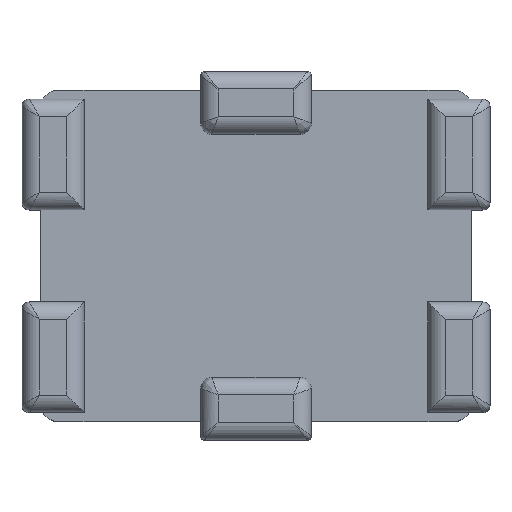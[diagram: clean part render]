
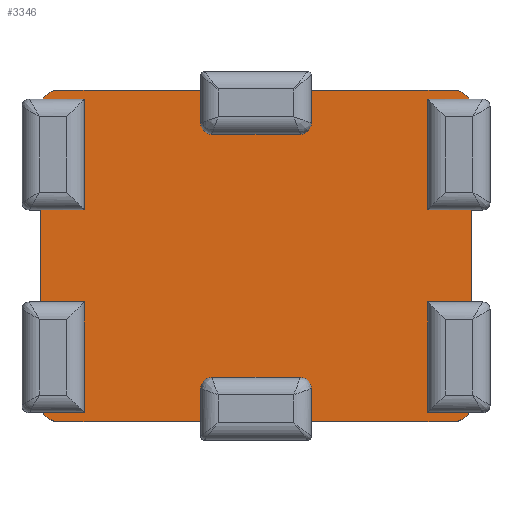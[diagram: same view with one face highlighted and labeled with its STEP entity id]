
A CAD part, top view. The second image highlights one B-rep face of the part: STEP entity #3346.
In plain terms, the highlighted planar face has unit normal (0, 0, 1).
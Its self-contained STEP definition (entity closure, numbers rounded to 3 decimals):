
#204=CIRCLE('',#3506,0.05);
#205=CIRCLE('',#3507,0.05);
#206=CIRCLE('',#3508,0.03);
#207=CIRCLE('',#3509,0.03);
#208=CIRCLE('',#3510,0.05);
#209=CIRCLE('',#3511,0.05);
#210=CIRCLE('',#3512,0.03);
#211=CIRCLE('',#3513,0.03);
#252=ORIENTED_EDGE('',*,*,#940,.F.);
#253=ORIENTED_EDGE('',*,*,#941,.F.);
#254=ORIENTED_EDGE('',*,*,#942,.F.);
#255=ORIENTED_EDGE('',*,*,#943,.T.);
#256=ORIENTED_EDGE('',*,*,#944,.T.);
#257=ORIENTED_EDGE('',*,*,#945,.T.);
#258=ORIENTED_EDGE('',*,*,#946,.F.);
#259=ORIENTED_EDGE('',*,*,#947,.T.);
#260=ORIENTED_EDGE('',*,*,#948,.T.);
#261=ORIENTED_EDGE('',*,*,#949,.T.);
#262=ORIENTED_EDGE('',*,*,#950,.F.);
#263=ORIENTED_EDGE('',*,*,#951,.F.);
#264=ORIENTED_EDGE('',*,*,#952,.T.);
#265=ORIENTED_EDGE('',*,*,#953,.T.);
#266=ORIENTED_EDGE('',*,*,#954,.T.);
#267=ORIENTED_EDGE('',*,*,#955,.T.);
#268=ORIENTED_EDGE('',*,*,#956,.T.);
#269=ORIENTED_EDGE('',*,*,#957,.F.);
#270=ORIENTED_EDGE('',*,*,#958,.F.);
#271=ORIENTED_EDGE('',*,*,#959,.T.);
#272=ORIENTED_EDGE('',*,*,#960,.T.);
#273=ORIENTED_EDGE('',*,*,#961,.T.);
#274=ORIENTED_EDGE('',*,*,#962,.F.);
#275=ORIENTED_EDGE('',*,*,#963,.F.);
#276=ORIENTED_EDGE('',*,*,#964,.F.);
#277=ORIENTED_EDGE('',*,*,#965,.F.);
#278=ORIENTED_EDGE('',*,*,#966,.F.);
#279=ORIENTED_EDGE('',*,*,#967,.F.);
#280=ORIENTED_EDGE('',*,*,#968,.F.);
#281=ORIENTED_EDGE('',*,*,#969,.F.);
#282=ORIENTED_EDGE('',*,*,#970,.F.);
#283=ORIENTED_EDGE('',*,*,#971,.F.);
#940=EDGE_CURVE('',#1284,#1285,#1476,.T.);
#941=EDGE_CURVE('',#1286,#1284,#1477,.T.);
#942=EDGE_CURVE('',#1287,#1286,#204,.T.);
#943=EDGE_CURVE('',#1287,#1288,#1478,.T.);
#944=EDGE_CURVE('',#1288,#1289,#1479,.T.);
#945=EDGE_CURVE('',#1289,#1290,#1480,.T.);
#946=EDGE_CURVE('',#1291,#1290,#1481,.T.);
#947=EDGE_CURVE('',#1291,#1292,#1482,.T.);
#948=EDGE_CURVE('',#1292,#1293,#1483,.T.);
#949=EDGE_CURVE('',#1293,#1294,#1484,.T.);
#950=EDGE_CURVE('',#1295,#1294,#205,.T.);
#951=EDGE_CURVE('',#1296,#1295,#1485,.T.);
#952=EDGE_CURVE('',#1296,#1297,#1486,.T.);
#953=EDGE_CURVE('',#1297,#1298,#206,.T.);
#954=EDGE_CURVE('',#1298,#1299,#1487,.T.);
#955=EDGE_CURVE('',#1299,#1300,#207,.T.);
#956=EDGE_CURVE('',#1300,#1301,#1488,.T.);
#957=EDGE_CURVE('',#1302,#1301,#1489,.T.);
#958=EDGE_CURVE('',#1303,#1302,#208,.T.);
#959=EDGE_CURVE('',#1303,#1304,#1490,.T.);
#960=EDGE_CURVE('',#1304,#1305,#1491,.T.);
#961=EDGE_CURVE('',#1305,#1306,#1492,.T.);
#962=EDGE_CURVE('',#1307,#1306,#1493,.T.);
#963=EDGE_CURVE('',#1308,#1307,#1494,.T.);
#964=EDGE_CURVE('',#1309,#1308,#1495,.T.);
#965=EDGE_CURVE('',#1310,#1309,#1496,.T.);
#966=EDGE_CURVE('',#1311,#1310,#209,.T.);
#967=EDGE_CURVE('',#1312,#1311,#1497,.T.);
#968=EDGE_CURVE('',#1313,#1312,#1498,.T.);
#969=EDGE_CURVE('',#1314,#1313,#210,.F.);
#970=EDGE_CURVE('',#1315,#1314,#1499,.T.);
#971=EDGE_CURVE('',#1285,#1315,#211,.F.);
#1284=VERTEX_POINT('',#4476);
#1285=VERTEX_POINT('',#4477);
#1286=VERTEX_POINT('',#4479);
#1287=VERTEX_POINT('',#4481);
#1288=VERTEX_POINT('',#4483);
#1289=VERTEX_POINT('',#4485);
#1290=VERTEX_POINT('',#4487);
#1291=VERTEX_POINT('',#4489);
#1292=VERTEX_POINT('',#4491);
#1293=VERTEX_POINT('',#4493);
#1294=VERTEX_POINT('',#4495);
#1295=VERTEX_POINT('',#4497);
#1296=VERTEX_POINT('',#4499);
#1297=VERTEX_POINT('',#4501);
#1298=VERTEX_POINT('',#4503);
#1299=VERTEX_POINT('',#4505);
#1300=VERTEX_POINT('',#4507);
#1301=VERTEX_POINT('',#4509);
#1302=VERTEX_POINT('',#4511);
#1303=VERTEX_POINT('',#4513);
#1304=VERTEX_POINT('',#4515);
#1305=VERTEX_POINT('',#4517);
#1306=VERTEX_POINT('',#4519);
#1307=VERTEX_POINT('',#4521);
#1308=VERTEX_POINT('',#4523);
#1309=VERTEX_POINT('',#4525);
#1310=VERTEX_POINT('',#4527);
#1311=VERTEX_POINT('',#4529);
#1312=VERTEX_POINT('',#4531);
#1313=VERTEX_POINT('',#4533);
#1314=VERTEX_POINT('',#4535);
#1315=VERTEX_POINT('',#4537);
#1476=LINE('',#4475,#1692);
#1477=LINE('',#4478,#1693);
#1478=LINE('',#4482,#1694);
#1479=LINE('',#4484,#1695);
#1480=LINE('',#4486,#1696);
#1481=LINE('',#4488,#1697);
#1482=LINE('',#4490,#1698);
#1483=LINE('',#4492,#1699);
#1484=LINE('',#4494,#1700);
#1485=LINE('',#4498,#1701);
#1486=LINE('',#4500,#1702);
#1487=LINE('',#4504,#1703);
#1488=LINE('',#4508,#1704);
#1489=LINE('',#4510,#1705);
#1490=LINE('',#4514,#1706);
#1491=LINE('',#4516,#1707);
#1492=LINE('',#4518,#1708);
#1493=LINE('',#4520,#1709);
#1494=LINE('',#4522,#1710);
#1495=LINE('',#4524,#1711);
#1496=LINE('',#4526,#1712);
#1497=LINE('',#4530,#1713);
#1498=LINE('',#4532,#1714);
#1499=LINE('',#4536,#1715);
#1692=VECTOR('',#3759,1000.);
#1693=VECTOR('',#3760,1000.);
#1694=VECTOR('',#3763,1000.);
#1695=VECTOR('',#3764,1000.);
#1696=VECTOR('',#3765,1000.);
#1697=VECTOR('',#3766,1000.);
#1698=VECTOR('',#3767,1000.);
#1699=VECTOR('',#3768,1000.);
#1700=VECTOR('',#3769,1000.);
#1701=VECTOR('',#3772,1000.);
#1702=VECTOR('',#3773,1000.);
#1703=VECTOR('',#3776,1000.);
#1704=VECTOR('',#3779,1000.);
#1705=VECTOR('',#3780,1000.);
#1706=VECTOR('',#3783,1000.);
#1707=VECTOR('',#3784,1000.);
#1708=VECTOR('',#3785,1000.);
#1709=VECTOR('',#3786,1000.);
#1710=VECTOR('',#3787,1000.);
#1711=VECTOR('',#3788,1000.);
#1712=VECTOR('',#3789,1000.);
#1713=VECTOR('',#3792,1000.);
#1714=VECTOR('',#3793,1000.);
#1715=VECTOR('',#3796,1000.);
#1908=EDGE_LOOP('',(#252,#253,#254,#255,#256,#257,#258,#259,#260,#261,#262,
#263,#264,#265,#266,#267,#268,#269,#270,#271,#272,#273,#274,#275,#276,#277,
#278,#279,#280,#281,#282,#283));
#2062=FACE_BOUND('',#1908,.T.);
#2216=PLANE('',#3505);
#3346=ADVANCED_FACE('',(#2062),#2216,.F.);
#3505=AXIS2_PLACEMENT_3D('',#4474,#3757,#3758);
#3506=AXIS2_PLACEMENT_3D('',#4480,#3761,#3762);
#3507=AXIS2_PLACEMENT_3D('',#4496,#3770,#3771);
#3508=AXIS2_PLACEMENT_3D('',#4502,#3774,#3775);
#3509=AXIS2_PLACEMENT_3D('',#4506,#3777,#3778);
#3510=AXIS2_PLACEMENT_3D('',#4512,#3781,#3782);
#3511=AXIS2_PLACEMENT_3D('',#4528,#3790,#3791);
#3512=AXIS2_PLACEMENT_3D('',#4534,#3794,#3795);
#3513=AXIS2_PLACEMENT_3D('',#4538,#3797,#3798);
#3757=DIRECTION('',(0.,0.,-1.));
#3758=DIRECTION('',(-1.,0.,0.));
#3759=DIRECTION('',(0.,1.,0.));
#3760=DIRECTION('',(-1.,0.,0.));
#3761=DIRECTION('',(0.,0.,-1.));
#3762=DIRECTION('',(-1.,0.,0.));
#3763=DIRECTION('',(-1.,0.,0.));
#3764=DIRECTION('',(0.,1.,0.));
#3765=DIRECTION('',(1.,0.,0.));
#3766=DIRECTION('',(0.,-1.,0.));
#3767=DIRECTION('',(-1.,0.,0.));
#3768=DIRECTION('',(0.,1.,0.));
#3769=DIRECTION('',(1.,0.,0.));
#3770=DIRECTION('',(0.,0.,-1.));
#3771=DIRECTION('',(-1.,0.,0.));
#3772=DIRECTION('',(1.,0.,0.));
#3773=DIRECTION('',(0.,-1.,0.));
#3774=DIRECTION('',(0.,0.,-1.));
#3775=DIRECTION('',(-1.,0.,0.));
#3776=DIRECTION('',(-1.,0.,0.));
#3777=DIRECTION('',(0.,0.,-1.));
#3778=DIRECTION('',(-1.,0.,0.));
#3779=DIRECTION('',(0.,1.,0.));
#3780=DIRECTION('',(1.,0.,0.));
#3781=DIRECTION('',(0.,0.,-1.));
#3782=DIRECTION('',(1.,0.,0.));
#3783=DIRECTION('',(1.,0.,0.));
#3784=DIRECTION('',(0.,-1.,0.));
#3785=DIRECTION('',(-1.,0.,0.));
#3786=DIRECTION('',(0.,1.,0.));
#3787=DIRECTION('',(-1.,0.,0.));
#3788=DIRECTION('',(0.,1.,0.));
#3789=DIRECTION('',(1.,0.,0.));
#3790=DIRECTION('',(0.,0.,-1.));
#3791=DIRECTION('',(1.,0.,0.));
#3792=DIRECTION('',(-1.,0.,0.));
#3793=DIRECTION('',(0.,-1.,0.));
#3794=DIRECTION('',(0.,0.,-1.));
#3795=DIRECTION('',(-1.,0.,0.));
#3796=DIRECTION('',(-1.,0.,0.));
#3797=DIRECTION('',(0.,0.,-1.));
#3798=DIRECTION('',(-1.,0.,0.));
#4474=CARTESIAN_POINT('',(-0.535,-0.4,0.25));
#4475=CARTESIAN_POINT('',(0.15,-0.4,0.25));
#4476=CARTESIAN_POINT('',(0.15,-0.45,0.25));
#4477=CARTESIAN_POINT('',(0.15,-0.36,0.25));
#4478=CARTESIAN_POINT('',(-0.535,-0.45,0.25));
#4479=CARTESIAN_POINT('',(0.535,-0.45,0.25));
#4480=CARTESIAN_POINT('',(0.535,-0.4,0.25));
#4481=CARTESIAN_POINT('',(0.578,-0.425,0.25));
#4482=CARTESIAN_POINT('',(-0.535,-0.425,0.25));
#4483=CARTESIAN_POINT('',(0.466,-0.425,0.25));
#4484=CARTESIAN_POINT('',(0.466,-0.4,0.25));
#4485=CARTESIAN_POINT('',(0.466,-0.125,0.25));
#4486=CARTESIAN_POINT('',(-0.535,-0.125,0.25));
#4487=CARTESIAN_POINT('',(0.585,-0.125,0.25));
#4488=CARTESIAN_POINT('',(0.585,-0.4,0.25));
#4489=CARTESIAN_POINT('',(0.585,0.125,0.25));
#4490=CARTESIAN_POINT('',(-0.535,0.125,0.25));
#4491=CARTESIAN_POINT('',(0.466,0.125,0.25));
#4492=CARTESIAN_POINT('',(0.466,-0.4,0.25));
#4493=CARTESIAN_POINT('',(0.466,0.425,0.25));
#4494=CARTESIAN_POINT('',(-0.535,0.425,0.25));
#4495=CARTESIAN_POINT('',(0.578,0.425,0.25));
#4496=CARTESIAN_POINT('',(0.535,0.4,0.25));
#4497=CARTESIAN_POINT('',(0.535,0.45,0.25));
#4498=CARTESIAN_POINT('',(0.535,0.45,0.25));
#4499=CARTESIAN_POINT('',(0.15,0.45,0.25));
#4500=CARTESIAN_POINT('',(0.15,-0.4,0.25));
#4501=CARTESIAN_POINT('',(0.15,0.36,0.25));
#4502=CARTESIAN_POINT('',(0.12,0.36,0.25));
#4503=CARTESIAN_POINT('',(0.12,0.33,0.25));
#4504=CARTESIAN_POINT('',(-0.535,0.33,0.25));
#4505=CARTESIAN_POINT('',(-0.12,0.33,0.25));
#4506=CARTESIAN_POINT('',(-0.12,0.36,0.25));
#4507=CARTESIAN_POINT('',(-0.15,0.36,0.25));
#4508=CARTESIAN_POINT('',(-0.15,-0.4,0.25));
#4509=CARTESIAN_POINT('',(-0.15,0.45,0.25));
#4510=CARTESIAN_POINT('',(0.535,0.45,0.25));
#4511=CARTESIAN_POINT('',(-0.535,0.45,0.25));
#4512=CARTESIAN_POINT('',(-0.535,0.4,0.25));
#4513=CARTESIAN_POINT('',(-0.578,0.425,0.25));
#4514=CARTESIAN_POINT('',(-0.535,0.425,0.25));
#4515=CARTESIAN_POINT('',(-0.466,0.425,0.25));
#4516=CARTESIAN_POINT('',(-0.466,-0.4,0.25));
#4517=CARTESIAN_POINT('',(-0.466,0.125,0.25));
#4518=CARTESIAN_POINT('',(-0.535,0.125,0.25));
#4519=CARTESIAN_POINT('',(-0.585,0.125,0.25));
#4520=CARTESIAN_POINT('',(-0.585,0.4,0.25));
#4521=CARTESIAN_POINT('',(-0.585,-0.125,0.25));
#4522=CARTESIAN_POINT('',(-0.535,-0.125,0.25));
#4523=CARTESIAN_POINT('',(-0.466,-0.125,0.25));
#4524=CARTESIAN_POINT('',(-0.466,-0.4,0.25));
#4525=CARTESIAN_POINT('',(-0.466,-0.425,0.25));
#4526=CARTESIAN_POINT('',(-0.535,-0.425,0.25));
#4527=CARTESIAN_POINT('',(-0.578,-0.425,0.25));
#4528=CARTESIAN_POINT('',(-0.535,-0.4,0.25));
#4529=CARTESIAN_POINT('',(-0.535,-0.45,0.25));
#4530=CARTESIAN_POINT('',(-0.535,-0.45,0.25));
#4531=CARTESIAN_POINT('',(-0.15,-0.45,0.25));
#4532=CARTESIAN_POINT('',(-0.15,-0.4,0.25));
#4533=CARTESIAN_POINT('',(-0.15,-0.36,0.25));
#4534=CARTESIAN_POINT('',(-0.12,-0.36,0.25));
#4535=CARTESIAN_POINT('',(-0.12,-0.33,0.25));
#4536=CARTESIAN_POINT('',(-0.535,-0.33,0.25));
#4537=CARTESIAN_POINT('',(0.12,-0.33,0.25));
#4538=CARTESIAN_POINT('',(0.12,-0.36,0.25));
